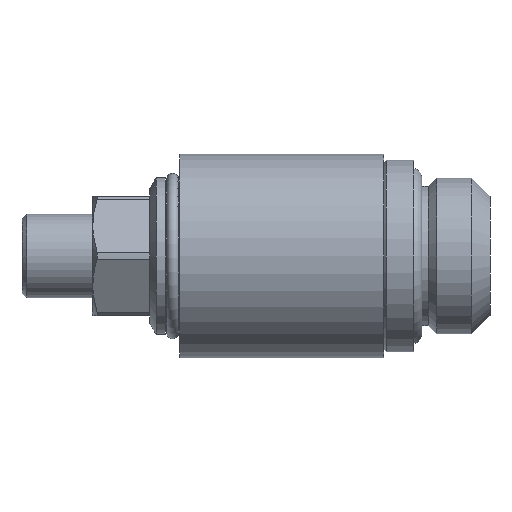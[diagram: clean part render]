
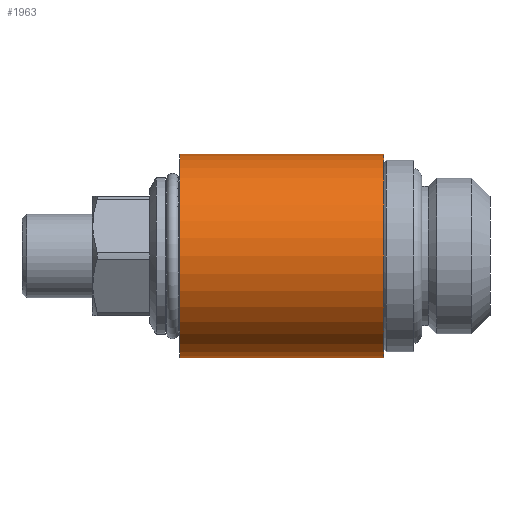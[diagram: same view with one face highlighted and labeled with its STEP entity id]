
A CAD part, left-side view. The second image highlights one B-rep face of the part: STEP entity #1963.
In plain terms, the highlighted cylindrical face has radius 8.5 mm (diameter 17 mm), a partial arc.
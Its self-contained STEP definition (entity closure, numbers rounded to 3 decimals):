
#76 = AXIS2_PLACEMENT_3D ( 'NONE', #1607, #1608, #1609 ) ;
#80 = CIRCLE ( 'NONE', #76, 8.5 ) ;
#156 = DIRECTION ( 'NONE',  ( 0., 0., 1. ) ) ;
#659 = AXIS2_PLACEMENT_3D ( 'NONE', #3400, #3258, #156 ) ;
#698 = CARTESIAN_POINT ( 'NONE',  ( 0., 26.2, 0. ) ) ;
#700 = DIRECTION ( 'NONE',  ( 0., -1., 0. ) ) ;
#701 = DIRECTION ( 'NONE',  ( 0., 0., 1. ) ) ;
#891 = VERTEX_POINT ( 'NONE', #3484 ) ;
#897 = VERTEX_POINT ( 'NONE', #1263 ) ;
#1081 = EDGE_LOOP ( 'NONE', ( #2272, #2514, #2534, #2309 ) ) ;
#1153 = VERTEX_POINT ( 'NONE', #2819 ) ;
#1167 = VERTEX_POINT ( 'NONE', #2612 ) ;
#1263 = CARTESIAN_POINT ( 'NONE',  ( 0., 9.2, -8.5 ) ) ;
#1607 = CARTESIAN_POINT ( 'NONE',  ( 0., 9.2, 0. ) ) ;
#1608 = DIRECTION ( 'NONE',  ( 0., 1., 0. ) ) ;
#1609 = DIRECTION ( 'NONE',  ( 0., 0., -1. ) ) ;
#1931 = EDGE_CURVE ( 'NONE', #1167, #1153, #3260, .T. ) ;
#1963 = ADVANCED_FACE ( 'NONE', ( #3259 ), #3353, .T. ) ;
#2018 = EDGE_CURVE ( 'NONE', #897, #891, #80, .T. ) ;
#2122 = VECTOR ( 'NONE', #3130, 1000. ) ;
#2123 = VECTOR ( 'NONE', #3123, 1000. ) ;
#2272 = ORIENTED_EDGE ( 'NONE', *, *, #2576, .F. ) ;
#2309 = ORIENTED_EDGE ( 'NONE', *, *, #1931, .T. ) ;
#2514 = ORIENTED_EDGE ( 'NONE', *, *, #2018, .T. ) ;
#2534 = ORIENTED_EDGE ( 'NONE', *, *, #2574, .T. ) ;
#2574 = EDGE_CURVE ( 'NONE', #891, #1167, #3113, .T. ) ;
#2576 = EDGE_CURVE ( 'NONE', #897, #1153, #3125, .T. ) ;
#2612 = CARTESIAN_POINT ( 'NONE',  ( 0., 26.2, 8.5 ) ) ;
#2819 = CARTESIAN_POINT ( 'NONE',  ( 0., 26.2, -8.5 ) ) ;
#3113 = LINE ( 'NONE', #3114, #2123 ) ;
#3114 = CARTESIAN_POINT ( 'NONE',  ( 0., 28.066, 8.5 ) ) ;
#3122 = CARTESIAN_POINT ( 'NONE',  ( 0., 28.066, -8.5 ) ) ;
#3123 = DIRECTION ( 'NONE',  ( 0., 1., 0. ) ) ;
#3125 = LINE ( 'NONE', #3122, #2122 ) ;
#3130 = DIRECTION ( 'NONE',  ( 0., 1., 0. ) ) ;
#3258 = DIRECTION ( 'NONE',  ( 0., 1., 0. ) ) ;
#3259 = FACE_OUTER_BOUND ( 'NONE', #1081, .T. ) ;
#3260 = CIRCLE ( 'NONE', #3269, 8.5 ) ;
#3269 = AXIS2_PLACEMENT_3D ( 'NONE', #698, #700, #701 ) ;
#3353 = CYLINDRICAL_SURFACE ( 'NONE', #659, 8.5 ) ;
#3400 = CARTESIAN_POINT ( 'NONE',  ( 0., 28.066, 0. ) ) ;
#3484 = CARTESIAN_POINT ( 'NONE',  ( 0., 9.2, 8.5 ) ) ;
